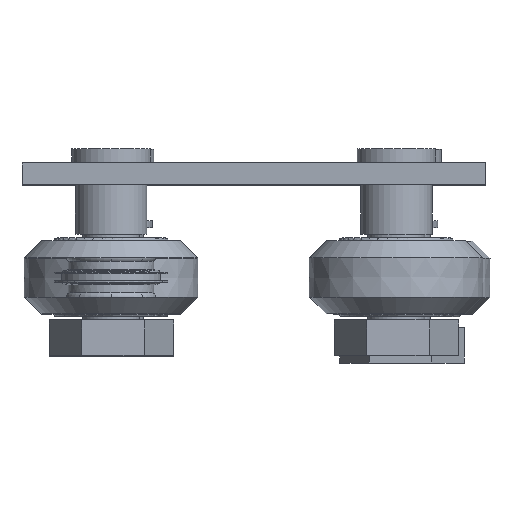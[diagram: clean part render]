
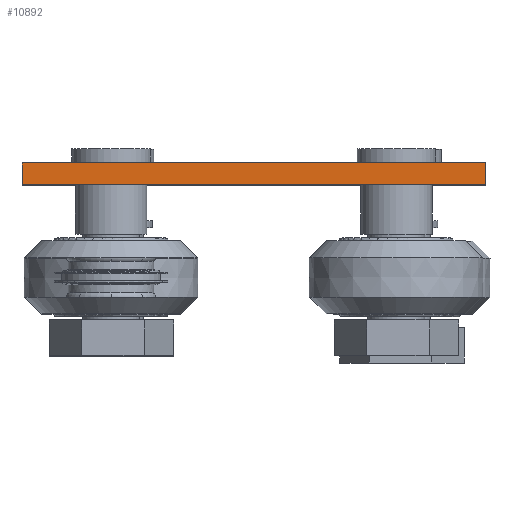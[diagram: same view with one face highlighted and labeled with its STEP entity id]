
A CAD part, top view. The second image highlights one B-rep face of the part: STEP entity #10892.
In plain terms, the highlighted planar face has unit normal (0, 0, 1).
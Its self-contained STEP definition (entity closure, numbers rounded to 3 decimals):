
#332=PLANE('',#12083);
#585=LINE('',#19465,#1048);
#586=LINE('',#19467,#1049);
#587=LINE('',#19469,#1050);
#588=LINE('',#19470,#1051);
#1048=VECTOR('',#14667,10.);
#1049=VECTOR('',#14668,10.);
#1050=VECTOR('',#14669,10.);
#1051=VECTOR('',#14670,10.);
#2211=FACE_OUTER_BOUND('',#2906,.T.);
#2906=EDGE_LOOP('',(#8643,#8644,#8645,#8646));
#4983=VERTEX_POINT('',#19463);
#4984=VERTEX_POINT('',#19464);
#4985=VERTEX_POINT('',#19466);
#4986=VERTEX_POINT('',#19468);
#6336=EDGE_CURVE('',#4983,#4984,#585,.T.);
#6337=EDGE_CURVE('',#4984,#4985,#586,.T.);
#6338=EDGE_CURVE('',#4986,#4985,#587,.T.);
#6339=EDGE_CURVE('',#4983,#4986,#588,.T.);
#8643=ORIENTED_EDGE('',*,*,#6336,.T.);
#8644=ORIENTED_EDGE('',*,*,#6337,.T.);
#8645=ORIENTED_EDGE('',*,*,#6338,.F.);
#8646=ORIENTED_EDGE('',*,*,#6339,.F.);
#10892=ADVANCED_FACE('',(#2211),#332,.T.);
#12083=AXIS2_PLACEMENT_3D('',#19462,#14665,#14666);
#14665=DIRECTION('center_axis',(0.,0.,1.));
#14666=DIRECTION('ref_axis',(1.,0.,0.));
#14667=DIRECTION('',(1.,0.,0.));
#14668=DIRECTION('',(0.,1.,0.));
#14669=DIRECTION('',(1.,0.,0.));
#14670=DIRECTION('',(0.,1.,0.));
#19462=CARTESIAN_POINT('Origin',(-33.864,0.,37.516));
#19463=CARTESIAN_POINT('',(-33.864,0.,37.516));
#19464=CARTESIAN_POINT('',(31.136,0.,37.516));
#19465=CARTESIAN_POINT('',(-33.864,0.,37.516));
#19466=CARTESIAN_POINT('',(31.136,3.,37.516));
#19467=CARTESIAN_POINT('',(31.136,0.,37.516));
#19468=CARTESIAN_POINT('',(-33.864,3.,37.516));
#19469=CARTESIAN_POINT('',(-33.864,3.,37.516));
#19470=CARTESIAN_POINT('',(-33.864,0.,37.516));
